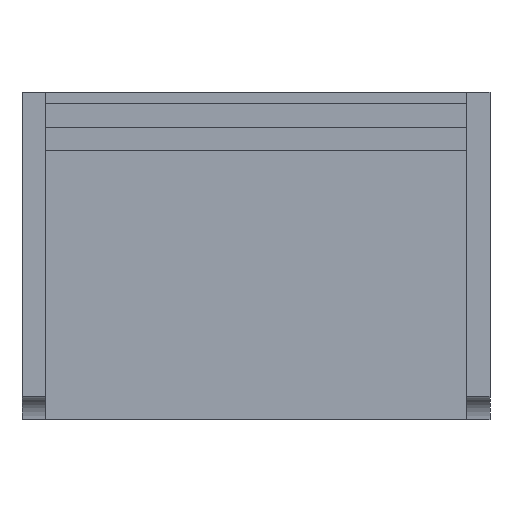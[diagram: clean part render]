
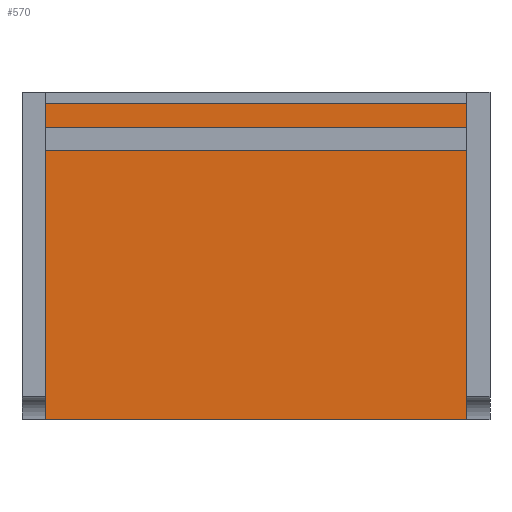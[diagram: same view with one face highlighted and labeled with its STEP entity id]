
A CAD part, front view. The second image highlights one B-rep face of the part: STEP entity #570.
In plain terms, the highlighted planar face has unit normal (0, -1, 0).
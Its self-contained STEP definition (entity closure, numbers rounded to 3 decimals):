
#66 = CARTESIAN_POINT ( 'NONE',  ( 0., 70., 640.555 ) ) ;
#73 = CARTESIAN_POINT ( 'NONE',  ( 0., 70., 0. ) ) ;
#95 = DIRECTION ( 'NONE',  ( 0., 0., -1. ) ) ;
#135 = EDGE_CURVE ( 'NONE', #562, #488, #246, .T. ) ;
#150 = PLANE ( 'NONE',  #933 ) ;
#166 = CARTESIAN_POINT ( 'NONE',  ( 180., 70., 640.555 ) ) ;
#170 = ORIENTED_EDGE ( 'NONE', *, *, #889, .F. ) ;
#246 = LINE ( 'NONE', #1028, #742 ) ;
#394 = LINE ( 'NONE', #1076, #937 ) ;
#401 = ORIENTED_EDGE ( 'NONE', *, *, #135, .T. ) ;
#466 = DIRECTION ( 'NONE',  ( 0., 0., -1. ) ) ;
#488 = VERTEX_POINT ( 'NONE', #939 ) ;
#527 = VECTOR ( 'NONE', #980, 1000. ) ;
#562 = VERTEX_POINT ( 'NONE', #1127 ) ;
#570 = ADVANCED_FACE ( 'NONE', ( #740 ), #150, .F. ) ;
#571 = ORIENTED_EDGE ( 'NONE', *, *, #1034, .F. ) ;
#578 = DIRECTION ( 'NONE',  ( 1., 0., 0. ) ) ;
#605 = EDGE_LOOP ( 'NONE', ( #571, #401, #981, #170 ) ) ;
#658 = VERTEX_POINT ( 'NONE', #683 ) ;
#683 = CARTESIAN_POINT ( 'NONE',  ( 180., 70., 270. ) ) ;
#699 = VECTOR ( 'NONE', #95, 1000. ) ;
#728 = LINE ( 'NONE', #166, #699 ) ;
#740 = FACE_OUTER_BOUND ( 'NONE', #605, .T. ) ;
#742 = VECTOR ( 'NONE', #466, 1000. ) ;
#753 = DIRECTION ( 'NONE',  ( 0., 1., 0. ) ) ;
#788 = CARTESIAN_POINT ( 'NONE',  ( 180., 70., 0. ) ) ;
#889 = EDGE_CURVE ( 'NONE', #658, #930, #728, .T. ) ;
#930 = VERTEX_POINT ( 'NONE', #788 ) ;
#933 = AXIS2_PLACEMENT_3D ( 'NONE', #66, #753, #1140 ) ;
#935 = EDGE_CURVE ( 'NONE', #488, #930, #1065, .T. ) ;
#937 = VECTOR ( 'NONE', #578, 1000. ) ;
#939 = CARTESIAN_POINT ( 'NONE',  ( -180., 70., 0. ) ) ;
#980 = DIRECTION ( 'NONE',  ( 1., 0., 0. ) ) ;
#981 = ORIENTED_EDGE ( 'NONE', *, *, #935, .T. ) ;
#1028 = CARTESIAN_POINT ( 'NONE',  ( -180., 70., 640.555 ) ) ;
#1034 = EDGE_CURVE ( 'NONE', #562, #658, #394, .T. ) ;
#1065 = LINE ( 'NONE', #73, #527 ) ;
#1076 = CARTESIAN_POINT ( 'NONE',  ( 0., 70., 270. ) ) ;
#1127 = CARTESIAN_POINT ( 'NONE',  ( -180., 70., 270. ) ) ;
#1140 = DIRECTION ( 'NONE',  ( 0., 0., 1. ) ) ;
